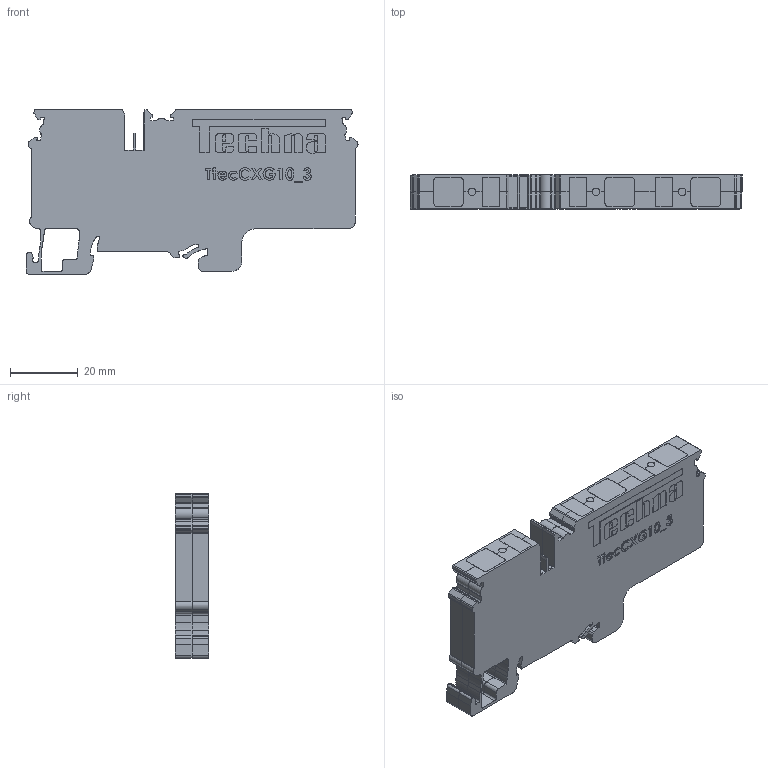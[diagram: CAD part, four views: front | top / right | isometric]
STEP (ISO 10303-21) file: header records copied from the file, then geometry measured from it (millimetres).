
FILE_DESCRIPTION (( 'STEP AP214' ), '1' );
FILE_NAME ('TtecCXG10_3.STEP', '2020-07-22T09:21:32', ( '' ), ( '' ), 'SwSTEP 2.0', 'SolidWorks 2020', '' );
FILE_SCHEMA (( 'AUTOMOTIVE_DESIGN' ));
Length unit declared in the file: millimetre
Products named in the file (1): TtecCXG10_3
Bounding box: 97.65 x 10 x 48.5 mm (x, y, z)
Volume: 36787.4 mm3; surface area: 11805.1 mm2
Topology: 1 solids, 1 shells, 1022 faces, 2928 edges, 1951 vertices
Faces by surface type: plane 545, cylinder 361, bspline 116
Entity records: 48310 total; most frequent: CARTESIAN_POINT 13378, ORIENTED_EDGE 5856, DIRECTION 5233, EDGE_CURVE 2928, LINE 1973, VECTOR 1973, VERTEX_POINT 1951, AXIS2_PLACEMENT_3D 1630
